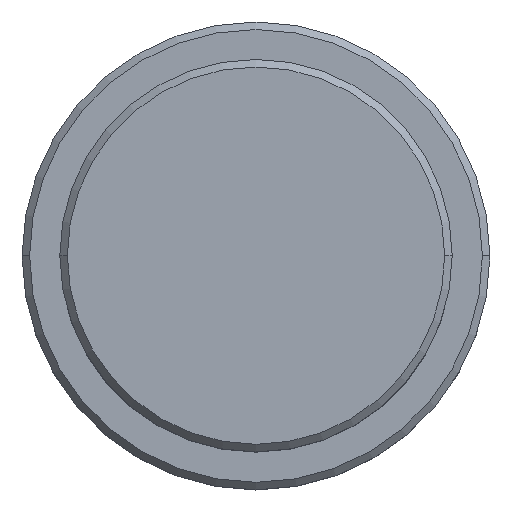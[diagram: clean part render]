
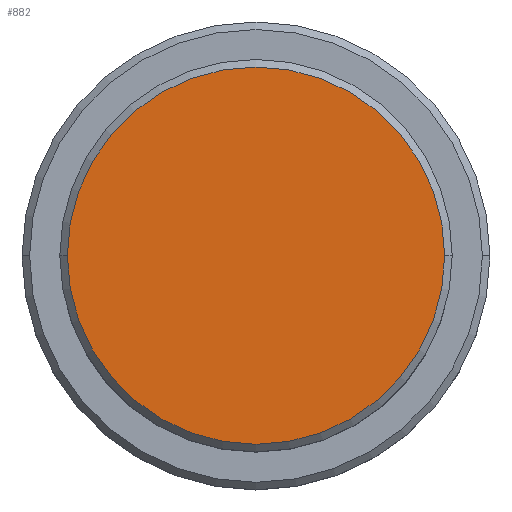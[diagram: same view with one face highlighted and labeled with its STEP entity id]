
A CAD part, top view. The second image highlights one B-rep face of the part: STEP entity #882.
In plain terms, the highlighted planar face has unit normal (0, 0, 1).
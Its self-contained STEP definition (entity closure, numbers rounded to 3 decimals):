
#45 = FACE_OUTER_BOUND ( 'NONE', #134, .T. ) ;
#51 = CARTESIAN_POINT ( 'NONE',  ( 12.5, 0., 0. ) ) ;
#58 = AXIS2_PLACEMENT_3D ( 'NONE', #1382, #315, #1090 ) ;
#114 = DIRECTION ( 'NONE',  ( 1., 0., 0. ) ) ;
#134 = EDGE_LOOP ( 'NONE', ( #654, #970 ) ) ;
#315 = DIRECTION ( 'NONE',  ( 0., 0., 1. ) ) ;
#340 = EDGE_CURVE ( 'NONE', #1256, #1246, #1156, .T. ) ;
#375 = CIRCLE ( 'NONE', #1178, 12.5 ) ;
#388 = CARTESIAN_POINT ( 'NONE',  ( 0., 0., 0. ) ) ;
#654 = ORIENTED_EDGE ( 'NONE', *, *, #340, .T. ) ;
#711 = EDGE_CURVE ( 'NONE', #1246, #1256, #375, .T. ) ;
#820 = DIRECTION ( 'NONE',  ( 1., 0., 0. ) ) ;
#882 = ADVANCED_FACE ( 'NONE', ( #45 ), #1044, .T. ) ;
#901 = CARTESIAN_POINT ( 'NONE',  ( 0., 0., 0. ) ) ;
#905 = AXIS2_PLACEMENT_3D ( 'NONE', #388, #1159, #820 ) ;
#970 = ORIENTED_EDGE ( 'NONE', *, *, #711, .T. ) ;
#1044 = PLANE ( 'NONE',  #58 ) ;
#1090 = DIRECTION ( 'NONE',  ( 1., 0., 0. ) ) ;
#1156 = CIRCLE ( 'NONE', #905, 12.5 ) ;
#1159 = DIRECTION ( 'NONE',  ( 0., 0., 1. ) ) ;
#1162 = CARTESIAN_POINT ( 'NONE',  ( -12.5, 0., 0. ) ) ;
#1178 = AXIS2_PLACEMENT_3D ( 'NONE', #901, #1358, #114 ) ;
#1246 = VERTEX_POINT ( 'NONE', #51 ) ;
#1256 = VERTEX_POINT ( 'NONE', #1162 ) ;
#1358 = DIRECTION ( 'NONE',  ( 0., 0., 1. ) ) ;
#1382 = CARTESIAN_POINT ( 'NONE',  ( 0., 0., 0. ) ) ;
